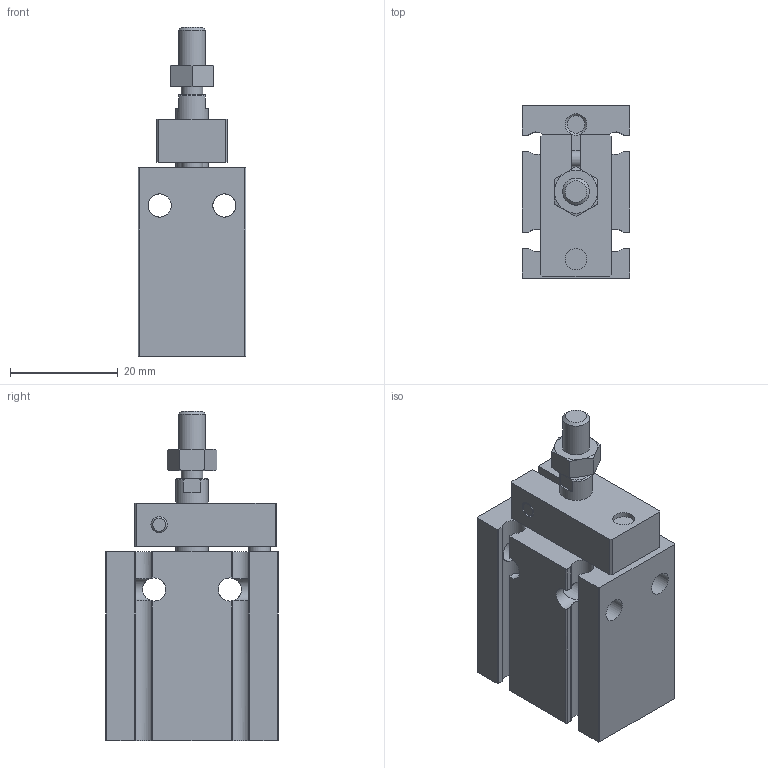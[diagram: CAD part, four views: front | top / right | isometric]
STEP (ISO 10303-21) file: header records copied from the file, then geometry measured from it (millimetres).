
FILE_DESCRIPTION( ( 'STEP AP203' ), '1' );
FILE_NAME( 'EUK16X5-0()(0).stp', '2021-10-12T02:21:14', ( 'License CC BY-ND 4.0' ), ( 'CADENAS' ), ' ', 'PARTsolutions', ' ' );
FILE_SCHEMA( ( 'CONFIG_CONTROL_DESIGN' ) );
Length unit declared in the file: millimetre
Products named in the file (3): EUK16X5-0()(0); _EUK16X5-0()(0-BODY); _EUK16X5-0(0-ROD)
Assembly tree (2 placements, depth 2):
  EUK16X5-0()(0)
    _EUK16X5-0()(0-BODY)
    _EUK16X5-0(0-ROD)
Bounding box: 20 x 32 x 61 mm (x, y, z)
Volume: 20916.1 mm3; surface area: 11138.8 mm2
Topology: 2 solids, 2 shells, 164 faces, 427 edges, 277 vertices
Faces by surface type: plane 73, cylinder 72, cone 19
Full cylindrical faces by diameter (mm): 3 x2, 3.242 x3, 4 x2, 4.019 x1, 4.134 x2, 4.3 x8, 5 x1, 5.5 x1, 6 x3, 7.5 x2, 16 x2
Entity records: 5382 total; most frequent: CARTESIAN_POINT 1531, DIRECTION 760, ORIENTED_EDGE 748, EDGE_CURVE 374, AXIS2_PLACEMENT_3D 293, VERTEX_POINT 260, EDGE_LOOP 220, FACE_OUTER_BOUND 187
